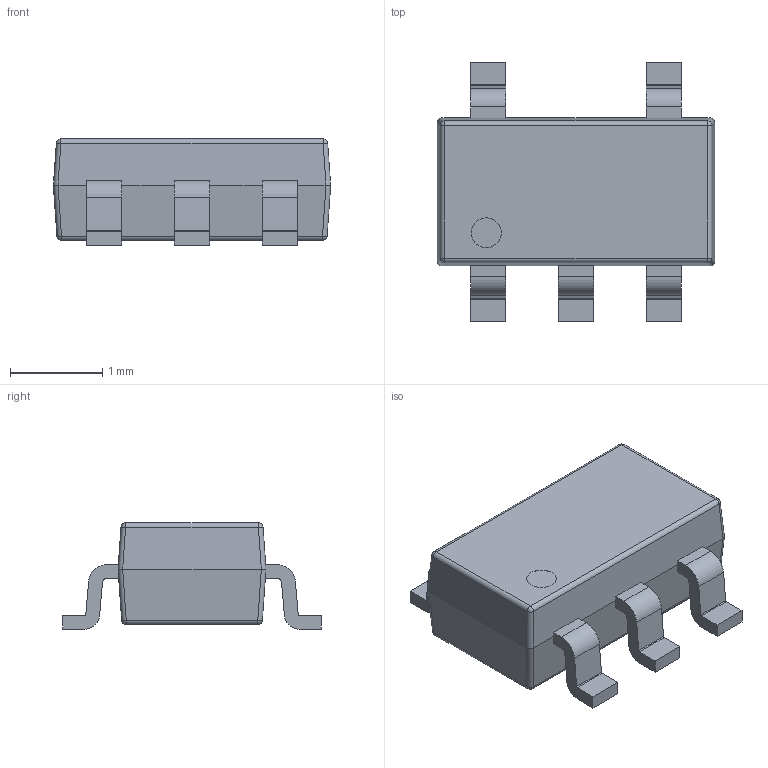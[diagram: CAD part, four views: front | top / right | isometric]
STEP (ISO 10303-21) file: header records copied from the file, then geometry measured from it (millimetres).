
FILE_DESCRIPTION (( 'STEP AP214' ), '1' );
FILE_NAME ('SOT-25-5_L3.0-W1.6-P0.95-LS2.8-BL.STEP', '2021-09-15T08:00:30', ( 'PC' ), ( 'Microsoft' ), 'SwSTEP 2.0', 'SolidWorks 2018', '' );
FILE_SCHEMA (( 'AUTOMOTIVE_DESIGN' ));
Length unit declared in the file: millimetre
Products named in the file (2): SOT-25-5_L3.0-W1.6-P0.95-LS2.8-BL
Bounding box: 3 x 2.8 x 1.15 mm (x, y, z)
Volume: 5.4 mm3; surface area: 23.9 mm2
Topology: 1 solids, 1 shells, 161 faces, 421 edges, 270 vertices
Faces by surface type: plane 101, cylinder 38, bspline 14, sphere 8
Entity records: 7387 total; most frequent: CARTESIAN_POINT 1664, ORIENTED_EDGE 842, DIRECTION 755, EDGE_CURVE 421, VECTOR 321, LINE 321, VERTEX_POINT 270, AXIS2_PLACEMENT_3D 217
